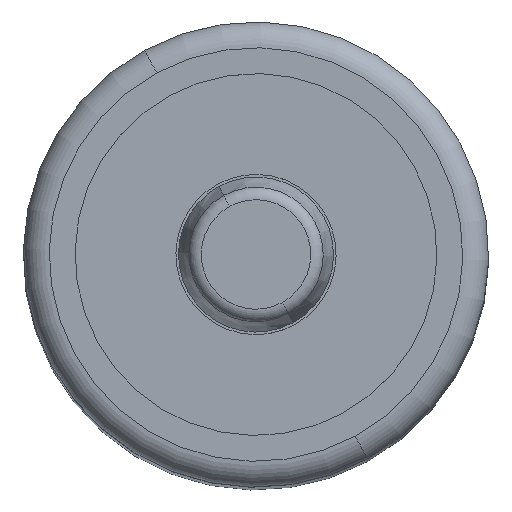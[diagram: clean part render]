
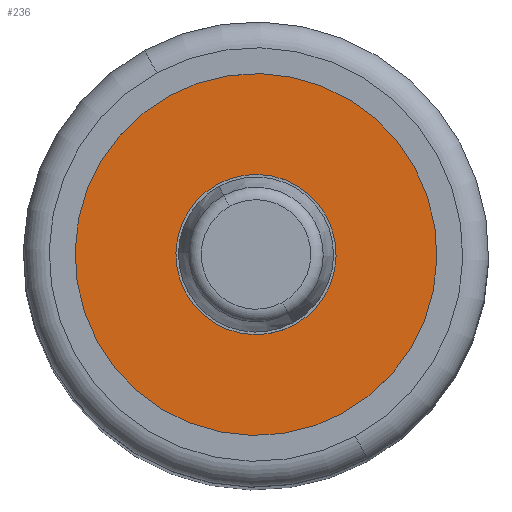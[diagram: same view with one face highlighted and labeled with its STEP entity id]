
A CAD part, top view. The second image highlights one B-rep face of the part: STEP entity #236.
In plain terms, the highlighted planar face has unit normal (0, 0, 1).
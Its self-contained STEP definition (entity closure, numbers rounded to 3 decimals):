
#63=CARTESIAN_POINT('Vertex',(3.356,-6.143,-0.1)) ;
#66=CARTESIAN_POINT('Axis2P3D Location',(0.,0.,-0.1)) ;
#70=CARTESIAN_POINT('Vertex',(-3.356,6.143,-0.1)) ;
#92=CARTESIAN_POINT('Axis2P3D Location',(0.,0.,-0.1)) ;
#118=CARTESIAN_POINT('Vertex',(1.486,-2.721,-0.1)) ;
#134=CARTESIAN_POINT('Vertex',(-1.486,2.721,-0.1)) ;
#137=CARTESIAN_POINT('Axis2P3D Location',(0.,0.,-0.1)) ;
#154=CARTESIAN_POINT('Axis2P3D Location',(0.,0.,-0.1)) ;
#223=CARTESIAN_POINT('Axis2P3D Location',(0.,7.,-0.1)) ;
#67=DIRECTION('Axis2P3D Direction',(0.,0.,1.)) ;
#93=DIRECTION('Axis2P3D Direction',(0.,0.,1.)) ;
#138=DIRECTION('Axis2P3D Direction',(0.,0.,1.)) ;
#155=DIRECTION('Axis2P3D Direction',(0.,0.,1.)) ;
#224=DIRECTION('Axis2P3D Direction',(0.,0.,1.)) ;
#225=DIRECTION('Axis2P3D XDirection',(1.,0.,0.)) ;
#68=AXIS2_PLACEMENT_3D('Circle Axis2P3D',#66,#67,$) ;
#94=AXIS2_PLACEMENT_3D('Circle Axis2P3D',#92,#93,$) ;
#139=AXIS2_PLACEMENT_3D('Circle Axis2P3D',#137,#138,$) ;
#156=AXIS2_PLACEMENT_3D('Circle Axis2P3D',#154,#155,$) ;
#226=AXIS2_PLACEMENT_3D('Plane Axis2P3D',#223,#224,#225) ;
#229=ORIENTED_EDGE('',*,*,#96,.T.) ;
#230=ORIENTED_EDGE('',*,*,#72,.T.) ;
#233=ORIENTED_EDGE('',*,*,#141,.F.) ;
#234=ORIENTED_EDGE('',*,*,#158,.F.) ;
#235=FACE_BOUND('',#232,.T.) ;
#236=ADVANCED_FACE('PartBody',(#231,#235),#227,.T.) ;
#69=CIRCLE('generated circle',#68,7.) ;
#95=CIRCLE('generated circle',#94,7.) ;
#140=CIRCLE('generated circle',#139,3.1) ;
#157=CIRCLE('generated circle',#156,3.1) ;
#72=EDGE_CURVE('',#71,#64,#69,.T.) ;
#96=EDGE_CURVE('',#64,#71,#95,.T.) ;
#141=EDGE_CURVE('',#135,#119,#140,.T.) ;
#158=EDGE_CURVE('',#119,#135,#157,.T.) ;
#228=EDGE_LOOP('',(#229,#230)) ;
#232=EDGE_LOOP('',(#233,#234)) ;
#231=FACE_OUTER_BOUND('',#228,.T.) ;
#227=PLANE('Plane',#226) ;
#64=VERTEX_POINT('',#63) ;
#71=VERTEX_POINT('',#70) ;
#119=VERTEX_POINT('',#118) ;
#135=VERTEX_POINT('',#134) ;
